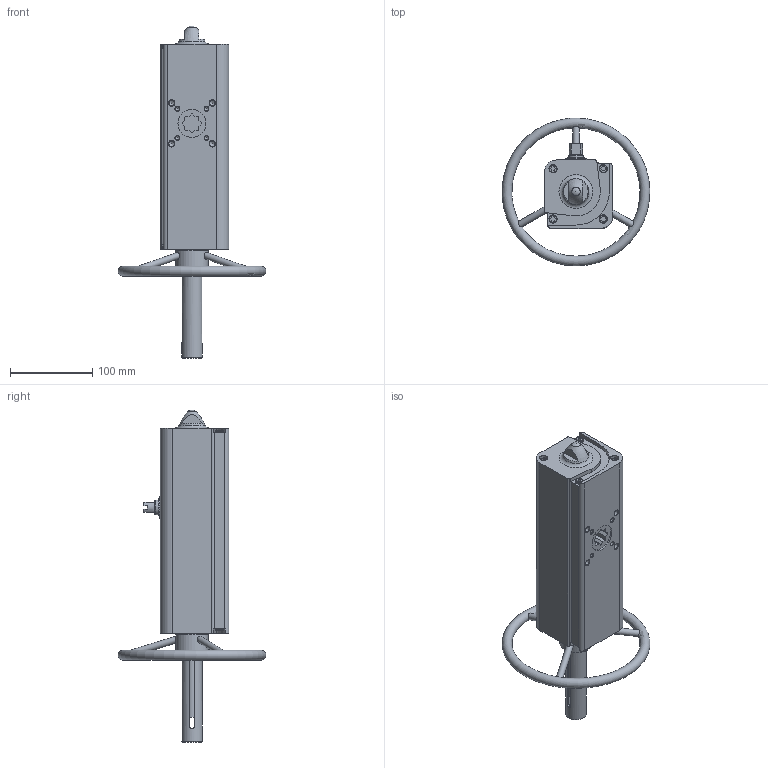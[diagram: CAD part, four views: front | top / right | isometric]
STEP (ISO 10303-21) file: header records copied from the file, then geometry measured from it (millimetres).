
FILE_DESCRIPTION(/* description */ ('STEP AP214'),/* implementation_level */ '2;1');
FILE_NAME(/* name */ '8005014_DAPS-0106-090-R-F0507-MW-T6',/* time_stamp */ '2024-08-13T16:11:28+02:00',/* author */ ('License CC BY-ND 4.0'),/* organization */ ('CADENAS'),/* preprocessor_version */ 'ST-DEVELOPER v19.3',/* originating_system */ 'PARTsolutions',/* authorisation */ ' ');
FILE_SCHEMA (('AUTOMOTIVE_DESIGN {1 0 10303 214 3 1 1}'));
Length unit declared in the file: millimetre
Products named in the file (3): 8005014 DAPS-0106-090-R-F0507-MW-T6---0; 8005014 DAPS-0106-090-R-F0507-MW-T6---(1); 8005014 DAPS-0106-090-R-F0507-MW-T6---(2)
Assembly tree (2 placements, depth 2):
  8005014 DAPS-0106-090-R-F0507-MW-T6---0
    8005014 DAPS-0106-090-R-F0507-MW-T6---(1)
    8005014 DAPS-0106-090-R-F0507-MW-T6---(2)
Bounding box: 179.78 x 179.99 x 403.9 mm (x, y, z)
Volume: 1796061.1 mm3; surface area: 156894.7 mm2
Topology: 2 solids, 2 shells, 263 faces, 665 edges, 428 vertices
Faces by surface type: plane 141, cylinder 67, cone 42, torus 12, sphere 1
Full cylindrical faces by diameter (mm): 4.134 x8, 4.917 x5, 6.647 x4, 8 x3, 8.566 x2, 10 x8, 18 x1, 20 x1, 20.5 x1, 25 x1, 26 x2, 34 x2, 40 x1
Entity records: 7282 total; most frequent: CARTESIAN_POINT 1358, DIRECTION 1226, ORIENTED_EDGE 1052, EDGE_CURVE 526, AXIS2_PLACEMENT_3D 450, FACE_BOUND 407, VERTEX_POINT 403, EDGE_LOOP 388
